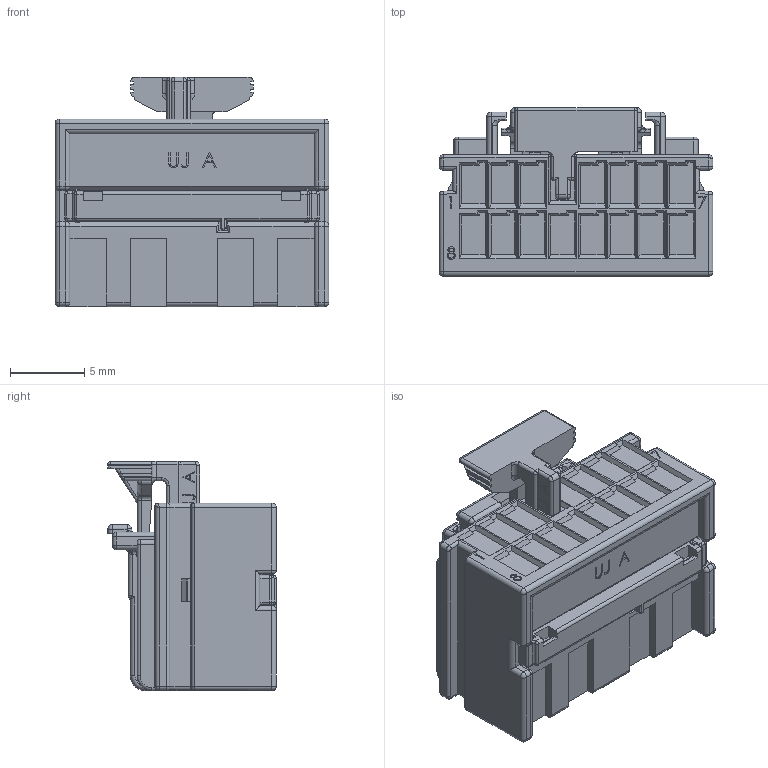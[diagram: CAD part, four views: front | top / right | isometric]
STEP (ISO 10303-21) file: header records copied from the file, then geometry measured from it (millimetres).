
FILE_DESCRIPTION (( 'STEP AP214' ), '1' );
FILE_NAME ('C_020_D_C_TR_15_ASSY_(A)_Rev.1.STEP', '2022-09-23T10:24:14', ( 'jkhwang' ), ( '' ), 'SwSTEP 2.0', 'SolidWorks 2020', '' );
FILE_SCHEMA (( 'AUTOMOTIVE_DESIGN' ));
Length unit declared in the file: millimetre
Products named in the file (1): C_020_D_C_TR_15_ASSY_(A)_Rev.1
Bounding box: 18.4 x 11.32 x 15.4 mm (x, y, z)
Volume: 1807.3 mm3; surface area: 1557.7 mm2
Topology: 1 solids, 1 shells, 1098 faces, 2873 edges, 1776 vertices
Faces by surface type: plane 647, cylinder 278, bspline 79, sphere 56, torus 38
Entity records: 48144 total; most frequent: CARTESIAN_POINT 9899, ORIENTED_EDGE 5654, DIRECTION 5085, EDGE_CURVE 2827, VECTOR 2093, LINE 2093, VERTEX_POINT 1776, AXIS2_PLACEMENT_3D 1496
